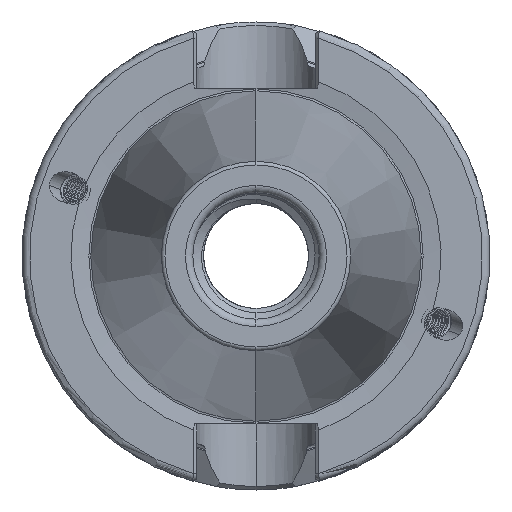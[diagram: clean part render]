
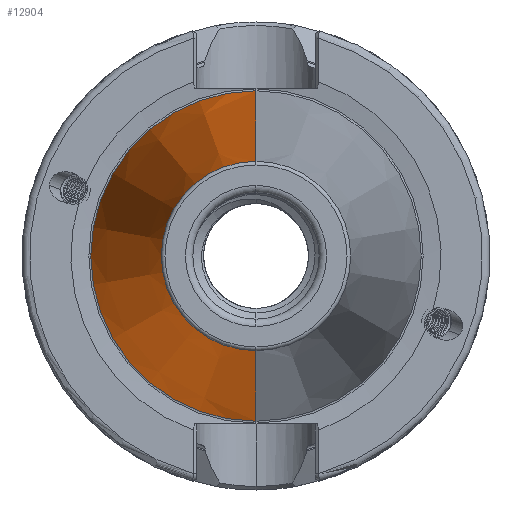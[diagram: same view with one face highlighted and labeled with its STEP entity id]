
A CAD part, left-side view. The second image highlights one B-rep face of the part: STEP entity #12904.
In plain terms, the highlighted conical face has half-angle 8.297 degrees and reference radius 22.24 mm.
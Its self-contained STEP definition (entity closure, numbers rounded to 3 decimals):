
#3121 = CARTESIAN_POINT ( 'NONE',  ( -0.9, 0., 0. ) ) ;
#3129 = CARTESIAN_POINT ( 'NONE',  ( -65.972, 0., 0. ) ) ;
#3130 = DIRECTION ( 'NONE',  ( 1., 0., 0. ) ) ;
#3143 = DIRECTION ( 'NONE',  ( 1., 0., 0. ) ) ;
#3144 = DIRECTION ( 'NONE',  ( 0., 0., -1. ) ) ;
#3145 = DIRECTION ( 'NONE',  ( 0., 0., -1. ) ) ;
#5300 = DIRECTION ( 'NONE',  ( 0.99, 0., -0.144 ) ) ;
#5306 = CARTESIAN_POINT ( 'NONE',  ( -0.9, 0., -22.24 ) ) ;
#5379 = DIRECTION ( 'NONE',  ( 0.99, 0., 0.144 ) ) ;
#5405 = CARTESIAN_POINT ( 'NONE',  ( -0.9, 0., 22.24 ) ) ;
#9067 = CARTESIAN_POINT ( 'NONE',  ( -0.9, 0., -22.24 ) ) ;
#9098 = CARTESIAN_POINT ( 'NONE',  ( -65.972, 0., 12.75 ) ) ;
#9108 = CARTESIAN_POINT ( 'NONE',  ( -0.9, 0., 22.24 ) ) ;
#9169 = CARTESIAN_POINT ( 'NONE',  ( -65.972, 0., -12.75 ) ) ;
#9325 = EDGE_CURVE ( 'NONE', #26138, #26066, #10035, .T. ) ;
#9326 = EDGE_CURVE ( 'NONE', #26055, #26062, #10051, .T. ) ;
#9656 = EDGE_CURVE ( 'NONE', #26138, #26055, #10268, .T. ) ;
#9673 = EDGE_CURVE ( 'NONE', #26066, #26062, #10258, .T. ) ;
#10035 = CIRCLE ( 'NONE', #11193, 12.75 ) ;
#10051 = CIRCLE ( 'NONE', #10696, 22.24 ) ;
#10254 = VECTOR ( 'NONE', #5300, 1000. ) ;
#10258 = LINE ( 'NONE', #5405, #10274 ) ;
#10268 = LINE ( 'NONE', #5306, #10254 ) ;
#10274 = VECTOR ( 'NONE', #5379, 1000. ) ;
#10696 = AXIS2_PLACEMENT_3D ( 'NONE', #3121, #3130, #3145 ) ;
#10953 = AXIS2_PLACEMENT_3D ( 'NONE', #24395, #24367, #24376 ) ;
#11193 = AXIS2_PLACEMENT_3D ( 'NONE', #3129, #3143, #3144 ) ;
#12416 = ORIENTED_EDGE ( 'NONE', *, *, #9325, .T. ) ;
#12448 = ORIENTED_EDGE ( 'NONE', *, *, #9326, .F. ) ;
#12469 = ORIENTED_EDGE ( 'NONE', *, *, #9656, .F. ) ;
#12525 = ORIENTED_EDGE ( 'NONE', *, *, #9673, .T. ) ;
#12624 = EDGE_LOOP ( 'NONE', ( #12416, #12525, #12448, #12469 ) ) ;
#12904 = ADVANCED_FACE ( 'NONE', ( #14775 ), #14730, .T. ) ;
#14730 = CONICAL_SURFACE ( 'NONE', #10953, 22.24, 0.145 ) ;
#14775 = FACE_OUTER_BOUND ( 'NONE', #12624, .T. ) ;
#24367 = DIRECTION ( 'NONE',  ( 1., 0., 0. ) ) ;
#24376 = DIRECTION ( 'NONE',  ( 0., 0., -1. ) ) ;
#24395 = CARTESIAN_POINT ( 'NONE',  ( -0.9, 0., 0. ) ) ;
#26055 = VERTEX_POINT ( 'NONE', #9067 ) ;
#26062 = VERTEX_POINT ( 'NONE', #9108 ) ;
#26066 = VERTEX_POINT ( 'NONE', #9098 ) ;
#26138 = VERTEX_POINT ( 'NONE', #9169 ) ;
